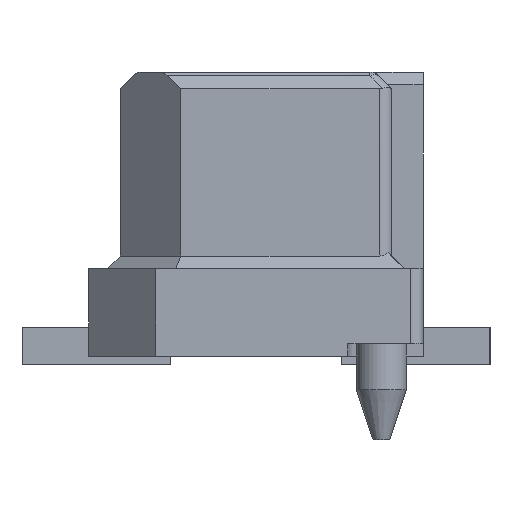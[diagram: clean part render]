
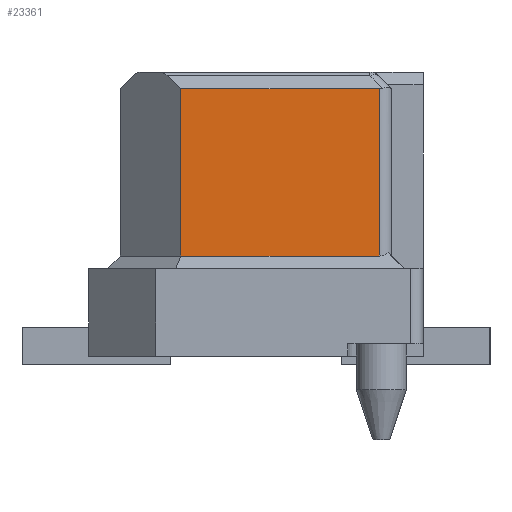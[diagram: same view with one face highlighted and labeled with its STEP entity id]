
A CAD part, left-side view. The second image highlights one B-rep face of the part: STEP entity #23361.
In plain terms, the highlighted planar face has unit normal (-1, 0, 0).
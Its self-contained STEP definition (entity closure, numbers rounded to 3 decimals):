
#7989=DIRECTION('',(0.,-1.,0.));
#7990=VECTOR('',#7989,2.375);
#7991=CARTESIAN_POINT('',(-5.95,0.9,-0.2));
#7992=LINE('',#7991,#7990);
#7993=DIRECTION('',(0.,0.,-1.));
#7994=VECTOR('',#7993,2.);
#7995=CARTESIAN_POINT('',(-5.95,-1.475,-0.2));
#7996=LINE('',#7995,#7994);
#7997=DIRECTION('',(0.,1.,0.));
#7998=VECTOR('',#7997,2.375);
#7999=CARTESIAN_POINT('',(-5.95,-1.475,-2.2));
#8000=LINE('',#7999,#7998);
#8001=DIRECTION('',(0.,0.,-1.));
#8002=VECTOR('',#8001,2.);
#8003=CARTESIAN_POINT('',(-5.95,0.9,-0.2));
#8004=LINE('',#8003,#8002);
#10023=CARTESIAN_POINT('',(-5.95,0.9,-2.2));
#10024=VERTEX_POINT('',#10023);
#10183=CARTESIAN_POINT('',(-5.95,0.9,-0.2));
#10184=VERTEX_POINT('',#10183);
#10777=CARTESIAN_POINT('',(-5.95,-1.475,-0.2));
#10778=VERTEX_POINT('',#10777);
#12165=CARTESIAN_POINT('',(-5.95,-1.475,-2.2));
#12166=VERTEX_POINT('',#12165);
#23349=CARTESIAN_POINT('',(-5.95,1.625,0.));
#23350=DIRECTION('',(-1.,0.,0.));
#23351=DIRECTION('',(0.,-1.,0.));
#23352=AXIS2_PLACEMENT_3D('',#23349,#23350,#23351);
#23353=PLANE('',#23352);
#23354=ORIENTED_EDGE('',*,*,#23322,.T.);
#23355=ORIENTED_EDGE('',*,*,#23334,.T.);
#23357=ORIENTED_EDGE('',*,*,#23356,.T.);
#23358=ORIENTED_EDGE('',*,*,#23261,.F.);
#23359=EDGE_LOOP('',(#23354,#23355,#23357,#23358));
#23360=FACE_OUTER_BOUND('',#23359,.F.);
#23361=ADVANCED_FACE('',(#23360),#23353,.T.);
#23261=EDGE_CURVE('',#10184,#10024,#8004,.T.);
#23322=EDGE_CURVE('',#10184,#10778,#7992,.T.);
#23334=EDGE_CURVE('',#10778,#12166,#7996,.T.);
#23356=EDGE_CURVE('',#12166,#10024,#8000,.T.);
